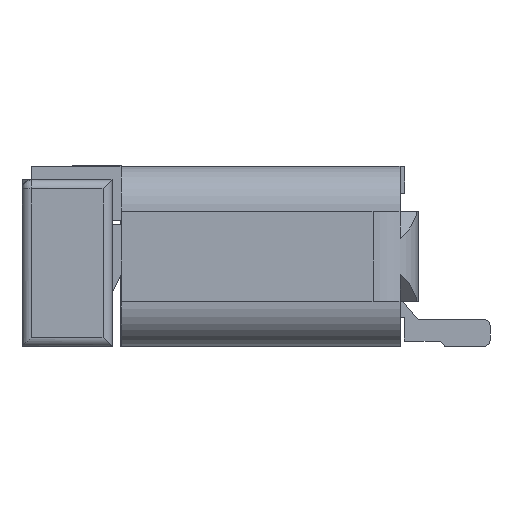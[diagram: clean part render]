
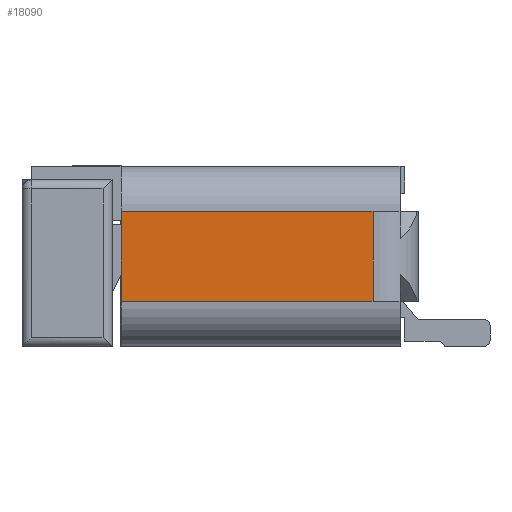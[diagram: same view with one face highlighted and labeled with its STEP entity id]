
A CAD part, left-side view. The second image highlights one B-rep face of the part: STEP entity #18090.
In plain terms, the highlighted planar face has unit normal (-1, 0, 0).
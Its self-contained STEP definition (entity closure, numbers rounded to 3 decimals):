
#2199 = EDGE_CURVE ( 'NONE', #37137, #30431, #40175, .T. ) ;
#2367 = CARTESIAN_POINT ( 'NONE',  ( -4.25, 1.5, 0. ) ) ;
#3794 = ORIENTED_EDGE ( 'NONE', *, *, #2199, .F. ) ;
#7063 = EDGE_CURVE ( 'NONE', #15594, #37137, #28277, .T. ) ;
#9690 = DIRECTION ( 'NONE',  ( 0., 1., 0. ) ) ;
#10186 = VECTOR ( 'NONE', #36074, 1000. ) ;
#10749 = CARTESIAN_POINT ( 'NONE',  ( -4.25, 1.5, 0.5 ) ) ;
#11961 = ORIENTED_EDGE ( 'NONE', *, *, #7063, .F. ) ;
#12298 = CARTESIAN_POINT ( 'NONE',  ( -4.25, -1.3, 1.5 ) ) ;
#15307 = EDGE_CURVE ( 'NONE', #15594, #23195, #26040, .T. ) ;
#15407 = CARTESIAN_POINT ( 'NONE',  ( -4.25, -1.3, 0.5 ) ) ;
#15594 = VERTEX_POINT ( 'NONE', #12298 ) ;
#16513 = ORIENTED_EDGE ( 'NONE', *, *, #35321, .F. ) ;
#16630 = CARTESIAN_POINT ( 'NONE',  ( -4.25, -4.291, 0.5 ) ) ;
#18090 = ADVANCED_FACE ( 'NONE', ( #20041 ), #26454, .F. ) ;
#20041 = FACE_OUTER_BOUND ( 'NONE', #38489, .T. ) ;
#21651 = CARTESIAN_POINT ( 'NONE',  ( -4.25, -1.3, 1.5 ) ) ;
#22471 = LINE ( 'NONE', #2367, #10186 ) ;
#22824 = AXIS2_PLACEMENT_3D ( 'NONE', #43368, #33864, #29736 ) ;
#23195 = VERTEX_POINT ( 'NONE', #30120 ) ;
#24595 = VECTOR ( 'NONE', #36663, 1000. ) ;
#24755 = DIRECTION ( 'NONE',  ( 0., 0., -1. ) ) ;
#25547 = VECTOR ( 'NONE', #24755, 1000. ) ;
#26040 = LINE ( 'NONE', #30188, #34968 ) ;
#26454 = PLANE ( 'NONE',  #22824 ) ;
#28277 = LINE ( 'NONE', #21651, #25547 ) ;
#28728 = ORIENTED_EDGE ( 'NONE', *, *, #15307, .T. ) ;
#29736 = DIRECTION ( 'NONE',  ( 0., -1., 0. ) ) ;
#30120 = CARTESIAN_POINT ( 'NONE',  ( -4.25, 1.5, 1.5 ) ) ;
#30188 = CARTESIAN_POINT ( 'NONE',  ( -4.25, -4.291, 1.5 ) ) ;
#30431 = VERTEX_POINT ( 'NONE', #10749 ) ;
#33864 = DIRECTION ( 'NONE',  ( 1., 0., 0. ) ) ;
#34968 = VECTOR ( 'NONE', #9690, 1000. ) ;
#35321 = EDGE_CURVE ( 'NONE', #30431, #23195, #22471, .T. ) ;
#36074 = DIRECTION ( 'NONE',  ( 0., 0., 1. ) ) ;
#36663 = DIRECTION ( 'NONE',  ( 0., 1., 0. ) ) ;
#37137 = VERTEX_POINT ( 'NONE', #15407 ) ;
#38489 = EDGE_LOOP ( 'NONE', ( #11961, #28728, #16513, #3794 ) ) ;
#40175 = LINE ( 'NONE', #16630, #24595 ) ;
#43368 = CARTESIAN_POINT ( 'NONE',  ( -4.25, -4.291, 0. ) ) ;
